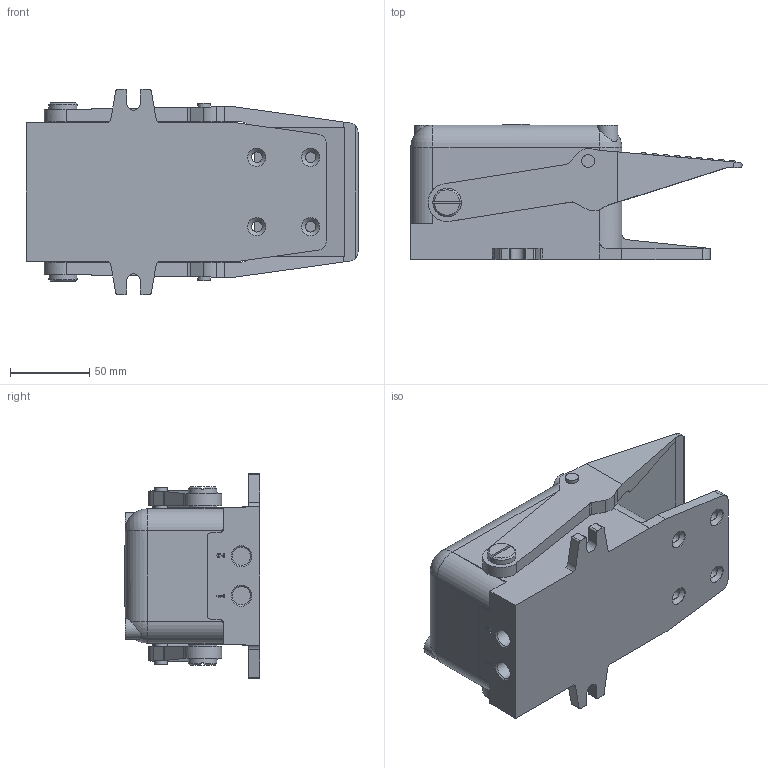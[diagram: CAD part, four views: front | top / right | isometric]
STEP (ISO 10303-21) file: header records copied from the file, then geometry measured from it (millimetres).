
FILE_DESCRIPTION(/* description */ ('STEP AP214'),/* implementation_level */ '2;1');
FILE_NAME(/* name */ '8986_FP-3-1_4-B',/* time_stamp */ '2024-08-28T14:53:15+02:00',/* author */ ('License CC BY-ND 4.0'),/* organization */ ('CADENAS'),/* preprocessor_version */ 'ST-DEVELOPER v19.3',/* originating_system */ 'PARTsolutions',/* authorisation */ ' ');
FILE_SCHEMA (('AUTOMOTIVE_DESIGN {1 0 10303 214 3 1 1}'));
Length unit declared in the file: millimetre
Products named in the file (1): 8986 FP-3-1/4-B ---(0)
Bounding box: 210 x 85.5 x 130 mm (x, y, z)
Volume: 1065767.9 mm3; surface area: 114962.6 mm2
Topology: 1 solids, 1 shells, 260 faces, 681 edges, 441 vertices
Faces by surface type: plane 152, cylinder 90, cone 12, sphere 6
Full cylindrical faces by diameter (mm): 6.66 x4, 8 x3, 8.5 x2, 9.5 x2, 11.445 x2, 11.531 x4, 13 x2, 18 x4
Entity records: 7862 total; most frequent: CARTESIAN_POINT 1464, DIRECTION 1330, ORIENTED_EDGE 1278, EDGE_CURVE 639, AXIS2_PLACEMENT_3D 460, VERTEX_POINT 434, LINE 410, VECTOR 410
